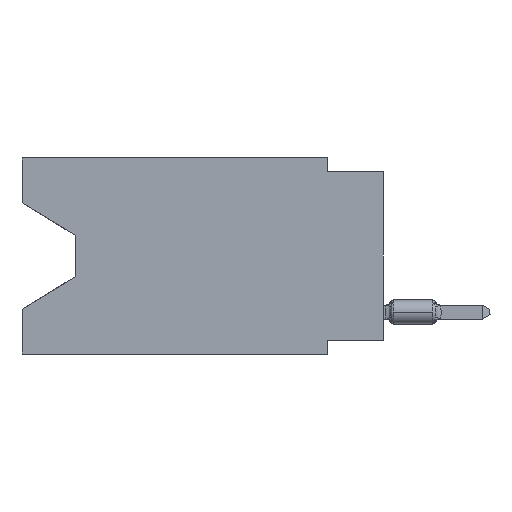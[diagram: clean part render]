
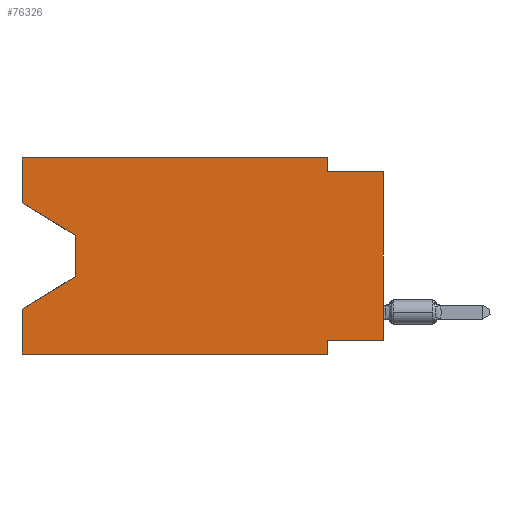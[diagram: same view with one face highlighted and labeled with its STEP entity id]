
A CAD part, left-side view. The second image highlights one B-rep face of the part: STEP entity #76326.
In plain terms, the highlighted planar face has unit normal (-1, 0, 0).
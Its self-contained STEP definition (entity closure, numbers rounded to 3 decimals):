
#42 = LINE ( 'NONE', #42544, #74464 ) ;
#1906 = DIRECTION ( 'NONE',  ( 0., 0., 1. ) ) ;
#2212 = ORIENTED_EDGE ( 'NONE', *, *, #3436, .T. ) ;
#3436 = EDGE_CURVE ( 'NONE', #21175, #51141, #45623, .T. ) ;
#5627 = DIRECTION ( 'NONE',  ( 0., -1., 0. ) ) ;
#6511 = DIRECTION ( 'NONE',  ( 0., 0., 1. ) ) ;
#7701 = CARTESIAN_POINT ( 'NONE',  ( 0., 16.383, 0. ) ) ;
#8132 = LINE ( 'NONE', #14180, #11750 ) ;
#8539 = ORIENTED_EDGE ( 'NONE', *, *, #56657, .T. ) ;
#9156 = ORIENTED_EDGE ( 'NONE', *, *, #18981, .F. ) ;
#9669 = DIRECTION ( 'NONE',  ( 0., 0., -1. ) ) ;
#9940 = VERTEX_POINT ( 'NONE', #7701 ) ;
#10718 = FACE_OUTER_BOUND ( 'NONE', #63480, .T. ) ;
#10904 = LINE ( 'NONE', #78831, #39031 ) ;
#11108 = PLANE ( 'NONE',  #56043 ) ;
#11750 = VECTOR ( 'NONE', #26734, 1000. ) ;
#14022 = CARTESIAN_POINT ( 'NONE',  ( 0., 2.54, 0. ) ) ;
#14180 = CARTESIAN_POINT ( 'NONE',  ( 0., 0., -8.255 ) ) ;
#14405 = ORIENTED_EDGE ( 'NONE', *, *, #61314, .F. ) ;
#14890 = VECTOR ( 'NONE', #73839, 1000. ) ;
#15207 = CARTESIAN_POINT ( 'NONE',  ( 0., 13.97, -5.385 ) ) ;
#15792 = ORIENTED_EDGE ( 'NONE', *, *, #46017, .T. ) ;
#17387 = VERTEX_POINT ( 'NONE', #28327 ) ;
#18069 = CARTESIAN_POINT ( 'NONE',  ( 0., 2.54, 0. ) ) ;
#18981 = EDGE_CURVE ( 'NONE', #61803, #56367, #8132, .T. ) ;
#20935 = DIRECTION ( 'NONE',  ( 0., 0.855, -0.519 ) ) ;
#21175 = VERTEX_POINT ( 'NONE', #15207 ) ;
#22038 = LINE ( 'NONE', #22449, #32989 ) ;
#22449 = CARTESIAN_POINT ( 'NONE',  ( 0., 13.97, -3.505 ) ) ;
#23117 = VECTOR ( 'NONE', #68269, 1000. ) ;
#23370 = ORIENTED_EDGE ( 'NONE', *, *, #38711, .T. ) ;
#24824 = ORIENTED_EDGE ( 'NONE', *, *, #26570, .F. ) ;
#24956 = DIRECTION ( 'NONE',  ( 0., 0., 1. ) ) ;
#26570 = EDGE_CURVE ( 'NONE', #31121, #9940, #42, .T. ) ;
#26734 = DIRECTION ( 'NONE',  ( 0., 1., 0. ) ) ;
#27868 = LINE ( 'NONE', #77211, #62011 ) ;
#28091 = CARTESIAN_POINT ( 'NONE',  ( 0., 13.97, -3.505 ) ) ;
#28276 = CARTESIAN_POINT ( 'NONE',  ( 0., 16.383, -6.852 ) ) ;
#28327 = CARTESIAN_POINT ( 'NONE',  ( 0., 2.54, -0.635 ) ) ;
#31022 = DIRECTION ( 'NONE',  ( 0., 0., -1. ) ) ;
#31121 = VERTEX_POINT ( 'NONE', #57760 ) ;
#32107 = EDGE_CURVE ( 'NONE', #9940, #59214, #10904, .T. ) ;
#32649 = LINE ( 'NONE', #75512, #42117 ) ;
#32989 = VECTOR ( 'NONE', #34590, 1000. ) ;
#33312 = ORIENTED_EDGE ( 'NONE', *, *, #70266, .T. ) ;
#34590 = DIRECTION ( 'NONE',  ( 0., 0., -1. ) ) ;
#35293 = VECTOR ( 'NONE', #31022, 1000. ) ;
#36476 = ORIENTED_EDGE ( 'NONE', *, *, #58344, .F. ) ;
#37039 = VECTOR ( 'NONE', #24956, 1000. ) ;
#37089 = CARTESIAN_POINT ( 'NONE',  ( 0., 0., 0. ) ) ;
#38711 = EDGE_CURVE ( 'NONE', #31121, #56774, #48476, .T. ) ;
#38739 = CARTESIAN_POINT ( 'NONE',  ( 0., 13.97, -5.385 ) ) ;
#39031 = VECTOR ( 'NONE', #5627, 1000. ) ;
#41045 = VERTEX_POINT ( 'NONE', #64395 ) ;
#42117 = VECTOR ( 'NONE', #1906, 1000. ) ;
#42544 = CARTESIAN_POINT ( 'NONE',  ( 0., 16.383, 0. ) ) ;
#42576 = ORIENTED_EDGE ( 'NONE', *, *, #32107, .F. ) ;
#43628 = CARTESIAN_POINT ( 'NONE',  ( 0., 16.383, -2.038 ) ) ;
#44398 = VECTOR ( 'NONE', #20935, 1000. ) ;
#45623 = LINE ( 'NONE', #38739, #44398 ) ;
#46017 = EDGE_CURVE ( 'NONE', #56774, #21175, #22038, .T. ) ;
#46086 = VERTEX_POINT ( 'NONE', #60050 ) ;
#47570 = VECTOR ( 'NONE', #77711, 1000. ) ;
#48476 = LINE ( 'NONE', #43628, #23117 ) ;
#50383 = CARTESIAN_POINT ( 'NONE',  ( 0., 16.383, -8.89 ) ) ;
#51141 = VERTEX_POINT ( 'NONE', #28276 ) ;
#51176 = EDGE_CURVE ( 'NONE', #56367, #67392, #27868, .T. ) ;
#53074 = CARTESIAN_POINT ( 'NONE',  ( 0., 0., -0.635 ) ) ;
#53251 = ORIENTED_EDGE ( 'NONE', *, *, #51176, .F. ) ;
#53344 = CARTESIAN_POINT ( 'NONE',  ( 0., 2.54, -8.89 ) ) ;
#56043 = AXIS2_PLACEMENT_3D ( 'NONE', #60468, #73389, #72212 ) ;
#56367 = VERTEX_POINT ( 'NONE', #69581 ) ;
#56624 = ORIENTED_EDGE ( 'NONE', *, *, #66519, .F. ) ;
#56657 = EDGE_CURVE ( 'NONE', #41045, #67392, #79900, .T. ) ;
#56774 = VERTEX_POINT ( 'NONE', #28091 ) ;
#57760 = CARTESIAN_POINT ( 'NONE',  ( 0., 16.383, -2.038 ) ) ;
#58344 = EDGE_CURVE ( 'NONE', #41045, #51141, #32649, .T. ) ;
#59214 = VERTEX_POINT ( 'NONE', #14022 ) ;
#59527 = LINE ( 'NONE', #53074, #47570 ) ;
#60050 = CARTESIAN_POINT ( 'NONE',  ( 0., 0., -0.635 ) ) ;
#60468 = CARTESIAN_POINT ( 'NONE',  ( 0., 16.383, 0. ) ) ;
#60618 = CARTESIAN_POINT ( 'NONE',  ( 0., 0., -8.255 ) ) ;
#61314 = EDGE_CURVE ( 'NONE', #17387, #46086, #59527, .T. ) ;
#61382 = LINE ( 'NONE', #18069, #35293 ) ;
#61803 = VERTEX_POINT ( 'NONE', #60618 ) ;
#62011 = VECTOR ( 'NONE', #9669, 1000. ) ;
#63480 = EDGE_LOOP ( 'NONE', ( #23370, #15792, #2212, #36476, #8539, #53251, #9156, #33312, #14405, #56624, #42576, #24824 ) ) ;
#64395 = CARTESIAN_POINT ( 'NONE',  ( 0., 16.383, -8.89 ) ) ;
#66519 = EDGE_CURVE ( 'NONE', #59214, #17387, #61382, .T. ) ;
#67392 = VERTEX_POINT ( 'NONE', #53344 ) ;
#67821 = LINE ( 'NONE', #37089, #37039 ) ;
#68269 = DIRECTION ( 'NONE',  ( 0., -0.855, -0.519 ) ) ;
#69581 = CARTESIAN_POINT ( 'NONE',  ( 0., 2.54, -8.255 ) ) ;
#70266 = EDGE_CURVE ( 'NONE', #61803, #46086, #67821, .T. ) ;
#72212 = DIRECTION ( 'NONE',  ( 0., 0., -1. ) ) ;
#73389 = DIRECTION ( 'NONE',  ( 1., 0., 0. ) ) ;
#73839 = DIRECTION ( 'NONE',  ( 0., -1., 0. ) ) ;
#74464 = VECTOR ( 'NONE', #6511, 1000. ) ;
#75512 = CARTESIAN_POINT ( 'NONE',  ( 0., 16.383, 0. ) ) ;
#76326 = ADVANCED_FACE ( 'NONE', ( #10718 ), #11108, .F. ) ;
#77211 = CARTESIAN_POINT ( 'NONE',  ( 0., 2.54, -8.89 ) ) ;
#77711 = DIRECTION ( 'NONE',  ( 0., -1., 0. ) ) ;
#78831 = CARTESIAN_POINT ( 'NONE',  ( 0., 16.383, 0. ) ) ;
#79900 = LINE ( 'NONE', #50383, #14890 ) ;
